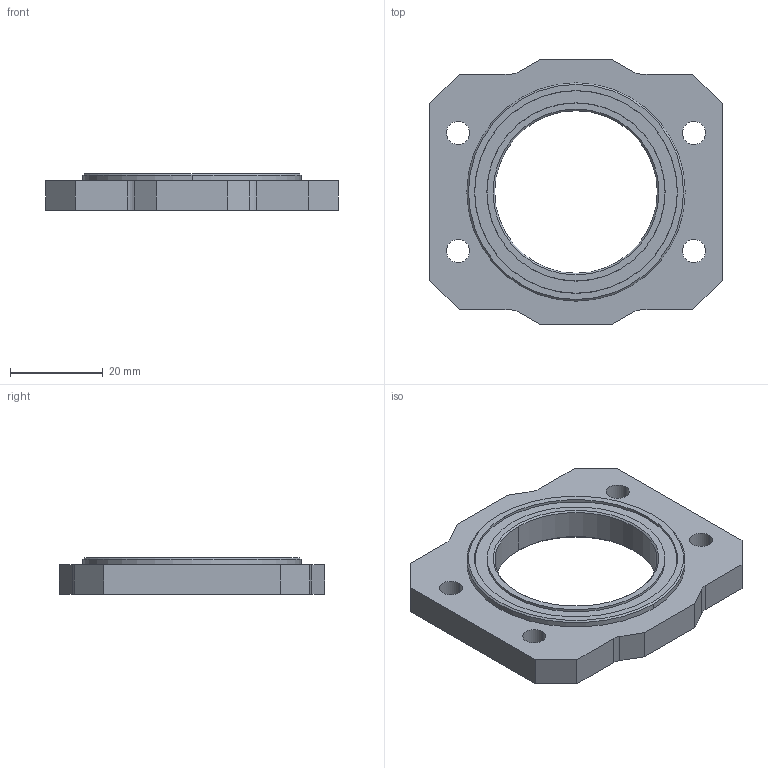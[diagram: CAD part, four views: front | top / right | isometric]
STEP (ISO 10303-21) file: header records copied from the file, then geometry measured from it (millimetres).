
FILE_DESCRIPTION (( 'STEP AP203' ), '1' );
FILE_NAME ('REV-21-3298.STEP', '2024-01-02T22:48:04', ( '' ), ( '' ), 'SwSTEP 2.0', 'SolidWorks 2022', '' );
FILE_SCHEMA (( 'CONFIG_CONTROL_DESIGN' ));
Length unit declared in the file: inch
Products named in the file (3): REV-21-3298-P01; 6807ZZ; REV-21-3298
Assembly tree (2 placements, depth 2):
  REV-21-3298
    REV-21-3298-P01
    6807ZZ
Bounding box: 62.99 x 57.15 x 7.85 mm (x, y, z)
Volume: 12777.5 mm3; surface area: 12883.8 mm2
Topology: 24 solids, 24 shells, 115 faces, 313 edges, 209 vertices
Faces by surface type: sphere 38, cylinder 36, plane 27, cone 8, torus 6
Entity records: 3281 total; most frequent: DIRECTION 584, CARTESIAN_POINT 490, ORIENTED_EDGE 436, AXIS2_PLACEMENT_3D 246, EDGE_CURVE 218, VERTEX_POINT 152, EDGE_LOOP 134, CIRCLE 126
